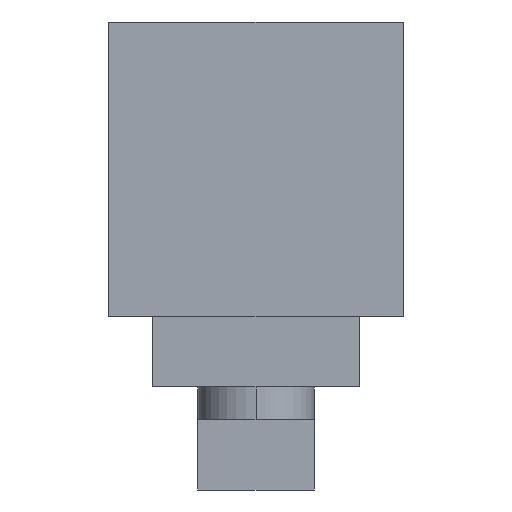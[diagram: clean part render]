
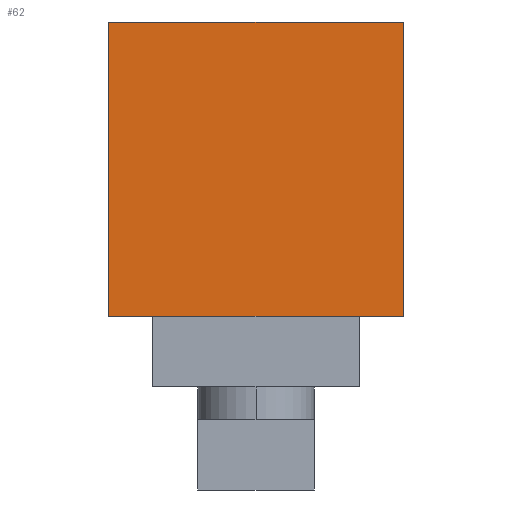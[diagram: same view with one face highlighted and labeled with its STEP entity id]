
A CAD part, front view. The second image highlights one B-rep face of the part: STEP entity #62.
In plain terms, the highlighted planar face has unit normal (0, -1, 0).
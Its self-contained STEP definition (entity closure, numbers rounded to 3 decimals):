
#62=ADVANCED_FACE('',(#133),#134,.T.);
#133=FACE_OUTER_BOUND('',#211,.T.);
#134=PLANE('',#212);
#211=EDGE_LOOP('',(#321,#322,#323,#324,#325,#326));
#212=AXIS2_PLACEMENT_3D('',#327,#328,#329);
#321=ORIENTED_EDGE('',*,*,#472,.F.);
#322=ORIENTED_EDGE('',*,*,#487,.F.);
#323=ORIENTED_EDGE('',*,*,#483,.F.);
#324=ORIENTED_EDGE('',*,*,#479,.F.);
#325=ORIENTED_EDGE('',*,*,#475,.F.);
#326=ORIENTED_EDGE('',*,*,#492,.F.);
#327=CARTESIAN_POINT('',(0.0,-8.5,14.8));
#328=DIRECTION('',(0.0,-1.0,0.0));
#329=DIRECTION('',(-1.0,0.0,0.0));
#472=EDGE_CURVE('',#557,#552,#559,.T.);
#475=EDGE_CURVE('',#562,#564,#565,.T.);
#479=EDGE_CURVE('',#564,#570,#571,.T.);
#483=EDGE_CURVE('',#570,#576,#577,.T.);
#487=EDGE_CURVE('',#576,#557,#582,.T.);
#492=EDGE_CURVE('',#552,#562,#587,.T.);
#552=VERTEX_POINT('',#666);
#557=VERTEX_POINT('',#673);
#559=LINE('',#676,#677);
#562=VERTEX_POINT('',#680);
#564=VERTEX_POINT('',#683);
#565=LINE('',#684,#685);
#570=VERTEX_POINT('',#692);
#571=LINE('',#693,#694);
#576=VERTEX_POINT('',#701);
#577=LINE('',#702,#703);
#582=LINE('',#710,#711);
#587=LINE('',#718,#719);
#666=CARTESIAN_POINT('',(7.0,-8.5,4.8));
#673=CARTESIAN_POINT('',(10.0,-8.5,4.8));
#676=CARTESIAN_POINT('',(0.0,-8.5,4.8));
#677=VECTOR('',#826,1.0);
#680=CARTESIAN_POINT('',(-7.0,-8.5,4.8));
#683=CARTESIAN_POINT('',(-10.0,-8.5,4.8));
#684=CARTESIAN_POINT('',(0.0,-8.5,4.8));
#685=VECTOR('',#828,1.0);
#692=CARTESIAN_POINT('',(-10.0,-8.5,24.8));
#693=CARTESIAN_POINT('',(-10.0,-8.5,24.8));
#694=VECTOR('',#831,1.0);
#701=CARTESIAN_POINT('',(10.0,-8.5,24.8));
#702=CARTESIAN_POINT('',(10.0,-8.5,24.8));
#703=VECTOR('',#834,1.0);
#710=CARTESIAN_POINT('',(10.0,-8.5,4.8));
#711=VECTOR('',#837,1.0);
#718=CARTESIAN_POINT('',(0.0,-8.5,4.8));
#719=VECTOR('',#840,1.0);
#826=DIRECTION('',(-1.0,0.0,0.0));
#828=DIRECTION('',(-1.0,0.0,0.0));
#831=DIRECTION('',(0.0,0.0,1.0));
#834=DIRECTION('',(1.0,0.0,0.0));
#837=DIRECTION('',(0.0,0.0,-1.0));
#840=DIRECTION('',(-1.0,0.0,0.0));
